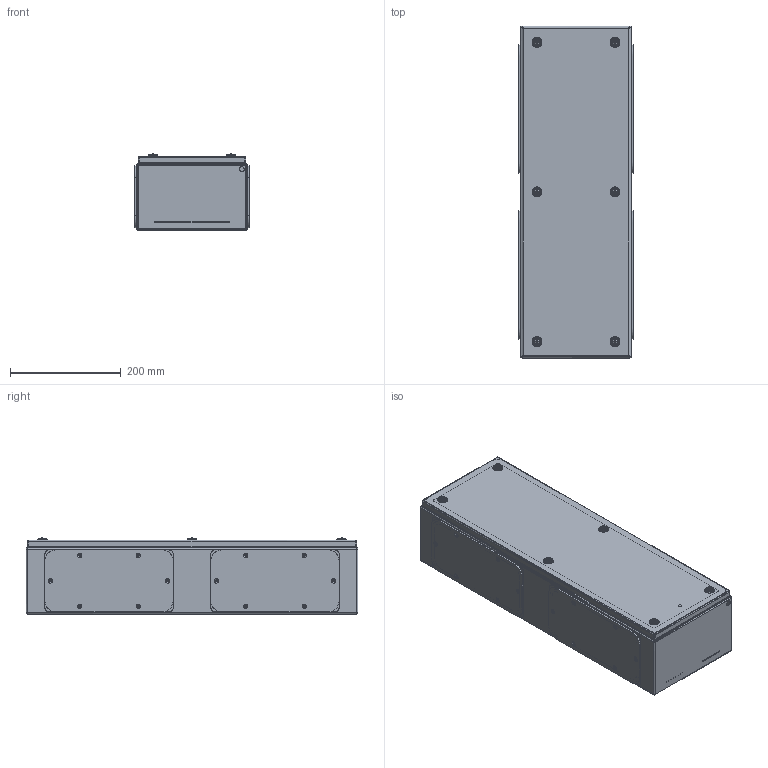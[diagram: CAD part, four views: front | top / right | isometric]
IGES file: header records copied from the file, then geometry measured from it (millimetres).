
Global section: file name: EXA6020135.igs; preprocessor: I-DEAS 3D IGES Translator 13; date: 20121031.154428; units: millimetre
Bounding box: 207 x 600 x 137.59 mm (x, y, z)
Volume: 586643.8 mm3; surface area: 1293709.2 mm2
Topology: 12 solids, 12 shells, 1790 faces, 6276 edges, 4597 vertices
Faces by surface type: bspline 1790
